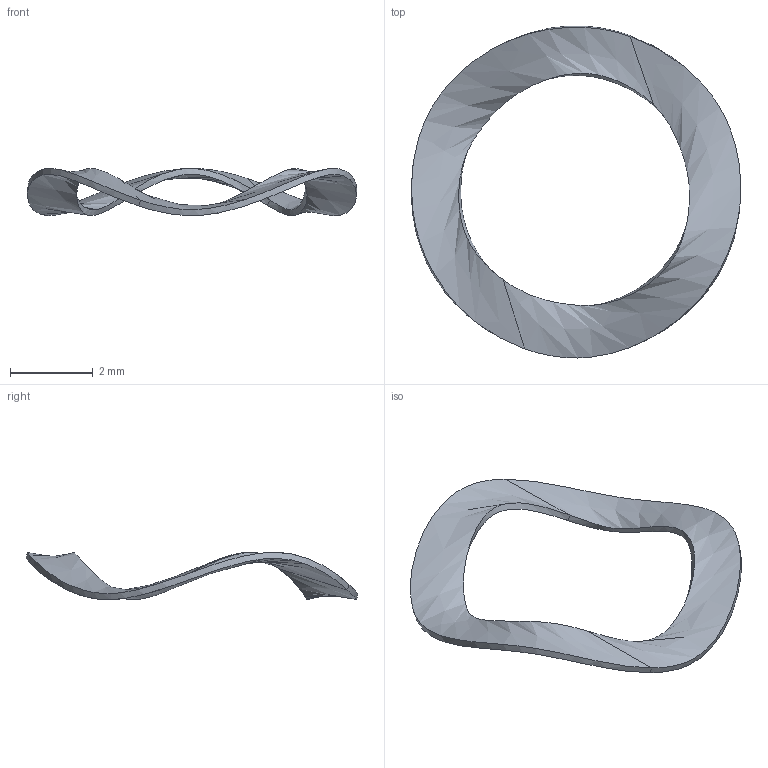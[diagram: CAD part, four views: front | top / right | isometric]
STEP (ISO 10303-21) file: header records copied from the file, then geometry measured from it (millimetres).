
FILE_DESCRIPTION (( 'STEP AP203' ), '1' );
FILE_NAME ('²¨ÐÎµæÈ¦5.6x8x0.15.STEP', '2021-06-18T09:31:08', ( '' ), ( '' ), 'SwSTEP 2.0', 'SolidWorks 2021', '' );
FILE_SCHEMA (( 'CONFIG_CONTROL_DESIGN' ));
Length unit declared in the file: millimetre
Products named in the file (1): 波形垫圈5.6x8x0.15
Bounding box: 7.97 x 8.03 x 1.15 mm (x, y, z)
Volume: 4 mm3; surface area: 60 mm2
Topology: 1 solids, 1 shells, 8 faces, 16 edges, 8 vertices
Faces by surface type: bspline 8
Entity records: 1761 total; most frequent: CARTESIAN_POINT 1573, ORIENTED_EDGE 32, EDGE_CURVE 16, B_SPLINE_CURVE_WITH_KNOTS 16, FACE_OUTER_BOUND 8, EDGE_LOOP 8, ADVANCED_FACE 8, B_SPLINE_SURFACE_WITH_KNOTS 8
